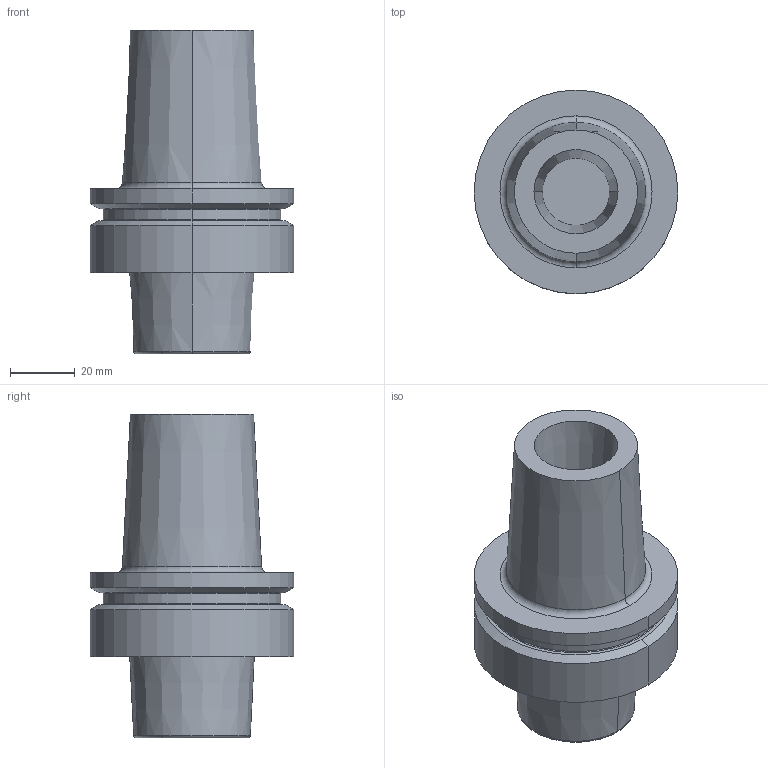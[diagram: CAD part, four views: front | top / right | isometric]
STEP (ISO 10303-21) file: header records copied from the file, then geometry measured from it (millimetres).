
FILE_DESCRIPTION (( 'STEP AP203' ), '1' );
FILE_NAME ('STP-103.780.12.075.STEP', '2019-08-09T03:54:53', ( '' ), ( '' ), 'SwSTEP 2.0', 'SolidWorks 2017', '' );
FILE_SCHEMA (( 'CONFIG_CONTROL_DESIGN' ));
Length unit declared in the file: millimetre
Products named in the file (1): STP-103.780.12.075
Bounding box: 63 x 63 x 100 mm (x, y, z)
Volume: 127410.7 mm3; surface area: 27545 mm2
Topology: 1 solids, 1 shells, 51 faces, 102 edges, 59 vertices
Faces by surface type: cylinder 16, cone 16, torus 10, plane 9
Entity records: 1395 total; most frequent: DIRECTION 272, CARTESIAN_POINT 211, ORIENTED_EDGE 200, AXIS2_PLACEMENT_3D 120, EDGE_CURVE 100, CIRCLE 68, EDGE_LOOP 59, VERTEX_POINT 59
